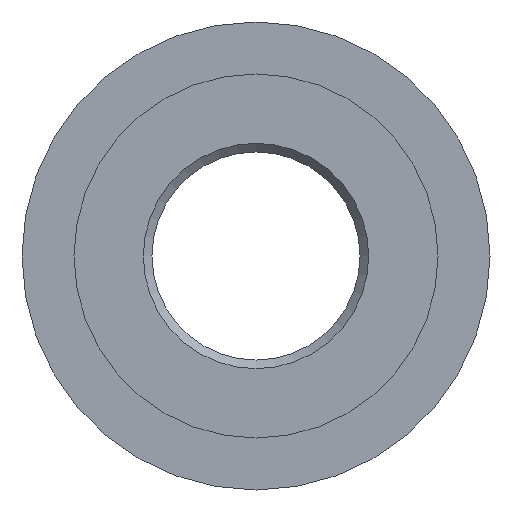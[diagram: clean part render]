
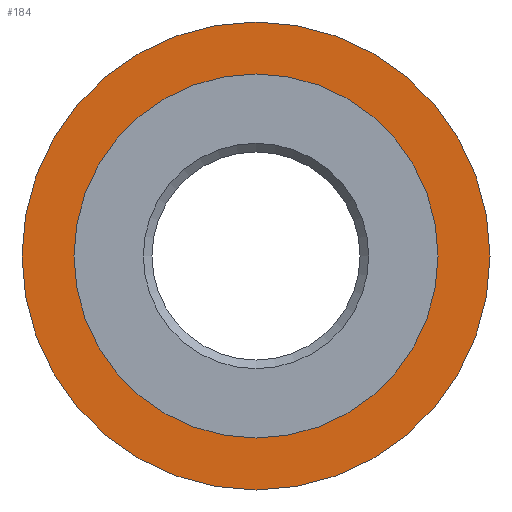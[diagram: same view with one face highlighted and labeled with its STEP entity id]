
A CAD part, left-side view. The second image highlights one B-rep face of the part: STEP entity #184.
In plain terms, the highlighted planar face has unit normal (-1, 0, 0).
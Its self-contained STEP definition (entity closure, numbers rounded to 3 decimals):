
#17=FACE_BOUND('',#56,.T.);
#22=PLANE('',#234);
#40=FACE_OUTER_BOUND('',#55,.T.);
#55=EDGE_LOOP('',(#165));
#56=EDGE_LOOP('',(#166));
#85=CIRCLE('',#223,10.5);
#86=CIRCLE('',#225,13.5);
#99=VERTEX_POINT('',#327);
#100=VERTEX_POINT('',#331);
#118=EDGE_CURVE('',#99,#99,#85,.T.);
#119=EDGE_CURVE('',#100,#100,#86,.T.);
#165=ORIENTED_EDGE('',*,*,#119,.T.);
#166=ORIENTED_EDGE('',*,*,#118,.F.);
#184=ADVANCED_FACE('',(#40,#17),#22,.F.);
#223=AXIS2_PLACEMENT_3D('',#329,#270,#271);
#225=AXIS2_PLACEMENT_3D('',#332,#274,#275);
#234=AXIS2_PLACEMENT_3D('',#348,#295,#296);
#270=DIRECTION('center_axis',(-1.,0.,0.));
#271=DIRECTION('ref_axis',(0.,0.,1.));
#274=DIRECTION('center_axis',(-1.,0.,0.));
#275=DIRECTION('ref_axis',(0.,0.,1.));
#295=DIRECTION('center_axis',(1.,0.,0.));
#296=DIRECTION('ref_axis',(0.,0.,-1.));
#327=CARTESIAN_POINT('',(-11.275,0.,-10.5));
#329=CARTESIAN_POINT('Origin',(-11.275,0.,0.));
#331=CARTESIAN_POINT('',(-11.275,0.,-13.5));
#332=CARTESIAN_POINT('Origin',(-11.275,0.,0.));
#348=CARTESIAN_POINT('Origin',(-11.275,0.,0.));
